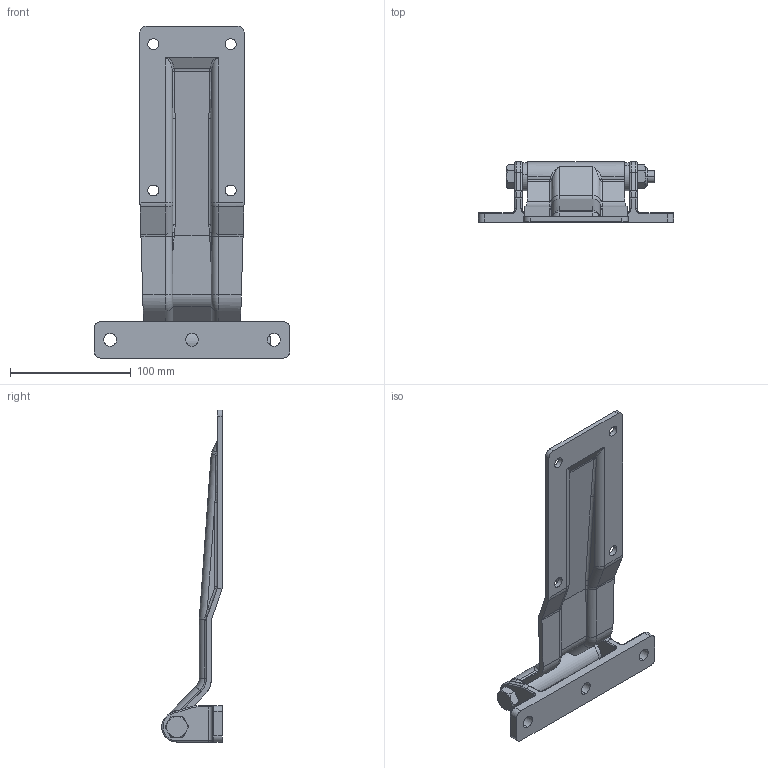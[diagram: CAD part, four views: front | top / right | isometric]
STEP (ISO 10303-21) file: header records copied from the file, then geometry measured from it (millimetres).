
FILE_DESCRIPTION (( 'STEP AP203' ), '1' );
FILE_NAME ('sone3D.STEP', '2014-09-04T04:02:22', ( '' ), ( '' ), 'SwSTEP 2.0', 'SolidWorks 2012', '' );
FILE_SCHEMA (( 'CONFIG_CONTROL_DESIGN' ));
Length unit declared in the file: millimetre
Products named in the file (6): sone3D; 六角ナットM10; B-1849N-2僔儍僼僩_; B-1849N-2カラー_; B-1849N-2羽根_; B-1849N-2受座_
Assembly tree (6 placements, depth 2):
  sone3D
    B-1849N-2受座_
    B-1849N-2羽根_
    B-1849N-2カラー_  x2
    B-1849N-2僔儍僼僩_
    六角ナットM10
Bounding box: 161.5 x 50 x 274.5 mm (x, y, z)
Volume: 190330.8 mm3; surface area: 93340.2 mm2
Topology: 6 solids, 6 shells, 280 faces, 666 edges, 402 vertices
Faces by surface type: cylinder 125, plane 75, torus 34, bspline 32, cone 10, sphere 4
Entity records: 9272 total; most frequent: CARTESIAN_POINT 2559, DIRECTION 1290, ORIENTED_EDGE 1280, EDGE_CURVE 640, AXIS2_PLACEMENT_3D 517, VERTEX_POINT 386, EDGE_LOOP 296, CIRCLE 272
